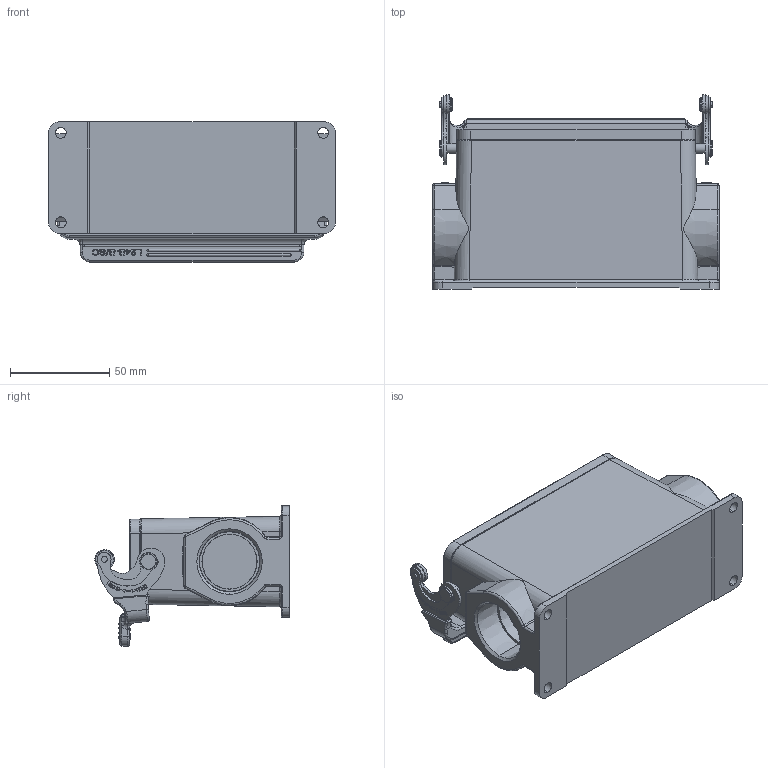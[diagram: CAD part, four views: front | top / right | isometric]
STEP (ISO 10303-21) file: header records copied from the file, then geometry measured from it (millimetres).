
FILE_DESCRIPTION(/* description */ (''),/* implementation_level */ '2;1');
FILE_NAME(/* name */ '3D_1110242215004_H24B-SFH-1L_SC-M32_V1.1.stp',/* time_stamp */ '2024-02-05T16:42:14+08:00',/* author */ (''),/* organization */ (''),/* preprocessor_version */ 'ST-DEVELOPER v18.1',/* originating_system */ 'SIEMENS PLM Software NX 1980',/* authorisation */ '');
FILE_SCHEMA (('AUTOMOTIVE_DESIGN { 1 0 10303 214 3 1 1 1 }'));
Length unit declared in the file: millimetre
Products named in the file (1): 3D_1110242215004_H24B-SFH-1L_SC-M32_V1.0_stp
Bounding box: 144 x 97.77 x 70.48 mm (x, y, z)
Volume: 199581.9 mm3; surface area: 82181.5 mm2
Topology: 1 solids, 17 shells, 1239 faces, 3257 edges, 2120 vertices
Faces by surface type: plane 543, cylinder 498, torus 63, cone 44, extrusion 40, bspline 36, sphere 15
Entity records: 45019 total; most frequent: CARTESIAN_POINT 13481, ORIENTED_EDGE 6478, DIRECTION 5079, EDGE_CURVE 3239, VERTEX_POINT 2120, AXIS2_PLACEMENT_3D 1815, VECTOR 1449, LINE 1409
